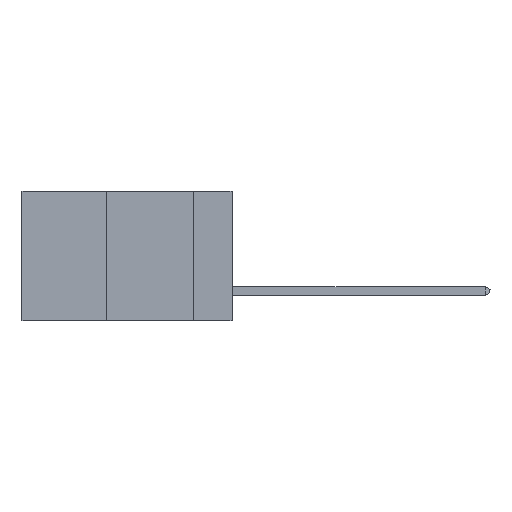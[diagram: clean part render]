
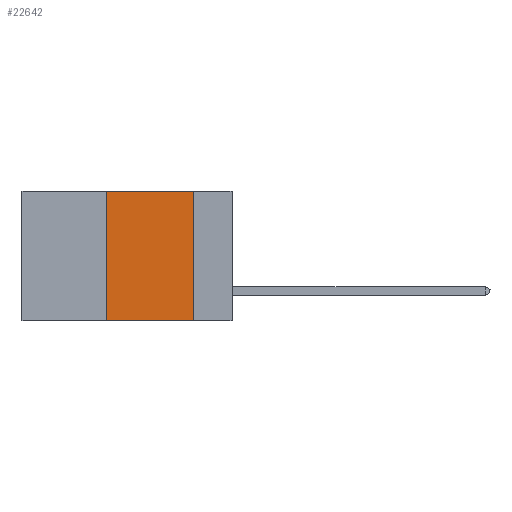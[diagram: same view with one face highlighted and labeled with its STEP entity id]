
A CAD part, left-side view. The second image highlights one B-rep face of the part: STEP entity #22642.
In plain terms, the highlighted planar face has unit normal (-1, 0, 0).
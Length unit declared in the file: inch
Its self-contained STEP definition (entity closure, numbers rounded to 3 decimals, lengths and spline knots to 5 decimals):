
#117 = CARTESIAN_POINT ( 'NONE',  ( 0., 0.36, 0. ) ) ;
#1695 = ORIENTED_EDGE ( 'NONE', *, *, #34236, .F. ) ;
#2343 = DIRECTION ( 'NONE',  ( 0., 0., -1. ) ) ;
#2748 = DIRECTION ( 'NONE',  ( 0., -1., 0. ) ) ;
#3676 = VERTEX_POINT ( 'NONE', #15790 ) ;
#3822 = VERTEX_POINT ( 'NONE', #117 ) ;
#5425 = EDGE_CURVE ( 'NONE', #22076, #28937, #27447, .T. ) ;
#8808 = AXIS2_PLACEMENT_3D ( 'NONE', #34785, #11210, #2343 ) ;
#11210 = DIRECTION ( 'NONE',  ( 1., 0., 0. ) ) ;
#11270 = DIRECTION ( 'NONE',  ( 0., 0., -1. ) ) ;
#12529 = VECTOR ( 'NONE', #33617, 39.37008 ) ;
#12629 = CARTESIAN_POINT ( 'NONE',  ( 0., 0.6, -0.37 ) ) ;
#15101 = EDGE_CURVE ( 'NONE', #3822, #3676, #26834, .T. ) ;
#15174 = LINE ( 'NONE', #31751, #23098 ) ;
#15541 = EDGE_CURVE ( 'NONE', #3676, #28937, #15174, .T. ) ;
#15790 = CARTESIAN_POINT ( 'NONE',  ( 0., 0.11, 0. ) ) ;
#16022 = DIRECTION ( 'NONE',  ( 0., -1., 0. ) ) ;
#17767 = VECTOR ( 'NONE', #16022, 39.37008 ) ;
#18382 = CARTESIAN_POINT ( 'NONE',  ( 0., 0.11, -0.37 ) ) ;
#20392 = VECTOR ( 'NONE', #2748, 39.37008 ) ;
#22076 = VERTEX_POINT ( 'NONE', #25986 ) ;
#22368 = ORIENTED_EDGE ( 'NONE', *, *, #5425, .T. ) ;
#22642 = ADVANCED_FACE ( 'NONE', ( #37233 ), #32069, .F. ) ;
#23098 = VECTOR ( 'NONE', #11270, 39.37008 ) ;
#25986 = CARTESIAN_POINT ( 'NONE',  ( 0., 0.36, -0.37 ) ) ;
#26834 = LINE ( 'NONE', #33134, #20392 ) ;
#27447 = LINE ( 'NONE', #12629, #17767 ) ;
#28373 = LINE ( 'NONE', #32629, #12529 ) ;
#28937 = VERTEX_POINT ( 'NONE', #18382 ) ;
#29788 = ORIENTED_EDGE ( 'NONE', *, *, #15101, .F. ) ;
#31751 = CARTESIAN_POINT ( 'NONE',  ( 0., 0.11, 0. ) ) ;
#32069 = PLANE ( 'NONE',  #8808 ) ;
#32629 = CARTESIAN_POINT ( 'NONE',  ( 0., 0.36, 0. ) ) ;
#33134 = CARTESIAN_POINT ( 'NONE',  ( 0., 0.6, 0. ) ) ;
#33617 = DIRECTION ( 'NONE',  ( 0., 0., 1. ) ) ;
#34236 = EDGE_CURVE ( 'NONE', #22076, #3822, #28373, .T. ) ;
#34785 = CARTESIAN_POINT ( 'NONE',  ( 0., 0.6, 0. ) ) ;
#36237 = ORIENTED_EDGE ( 'NONE', *, *, #15541, .F. ) ;
#37233 = FACE_OUTER_BOUND ( 'NONE', #37791, .T. ) ;
#37791 = EDGE_LOOP ( 'NONE', ( #36237, #29788, #1695, #22368 ) ) ;
